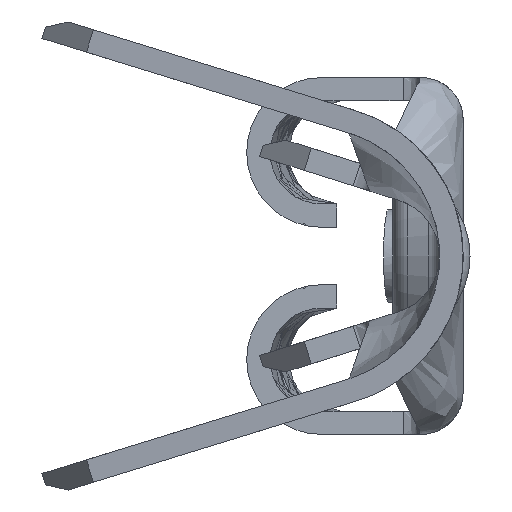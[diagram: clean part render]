
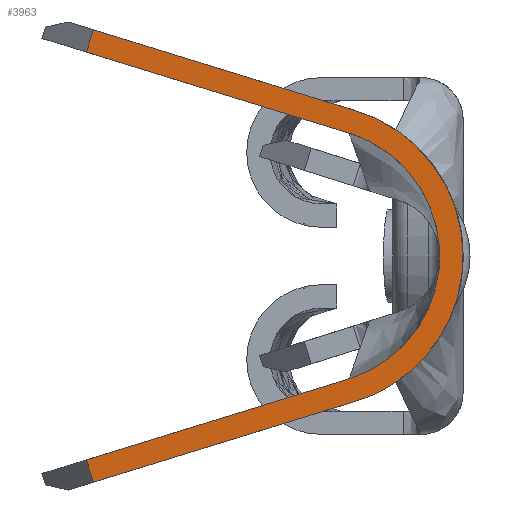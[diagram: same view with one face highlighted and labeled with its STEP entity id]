
A CAD part, left-side view. The second image highlights one B-rep face of the part: STEP entity #3963.
In plain terms, the highlighted planar face has unit normal (-0.996, 0.087, 0).
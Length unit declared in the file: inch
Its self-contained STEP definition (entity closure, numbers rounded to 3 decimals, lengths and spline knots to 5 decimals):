
#113 = VERTEX_POINT ( 'NONE', #10258 ) ;
#267 =( BOUNDED_CURVE ( )  B_SPLINE_CURVE ( 3, ( #5345, #7094, #10673, #5381 ),
 .UNSPECIFIED., .F., .F. ) 
 B_SPLINE_CURVE_WITH_KNOTS ( ( 4, 4 ),
 ( 5.01134, 7.55503 ),
 .UNSPECIFIED. ) 
 CURVE ( )  GEOMETRIC_REPRESENTATION_ITEM ( )  RATIONAL_B_SPLINE_CURVE ( ( 1., 0.53, 0.53, 1. ) ) 
 REPRESENTATION_ITEM ( '' )  );
#562 = CARTESIAN_POINT ( 'NONE',  ( -0.63752, -0.02886, -0.03909 ) ) ;
#576 = ORIENTED_EDGE ( 'NONE', *, *, #9084, .F. ) ;
#887 = LINE ( 'NONE', #5715, #7575 ) ;
#1266 = ORIENTED_EDGE ( 'NONE', *, *, #10488, .F. ) ;
#1422 = LINE ( 'NONE', #1839, #3575 ) ;
#1559 = FACE_OUTER_BOUND ( 'NONE', #4535, .T. ) ;
#1590 = ORIENTED_EDGE ( 'NONE', *, *, #6601, .F. ) ;
#1759 = VECTOR ( 'NONE', #8165, 39.37008 ) ;
#1821 = VERTEX_POINT ( 'NONE', #10582 ) ;
#1839 = CARTESIAN_POINT ( 'NONE',  ( -0.63032, 0.05347, 0.06446 ) ) ;
#1991 = VERTEX_POINT ( 'NONE', #8723 ) ;
#1997 = VERTEX_POINT ( 'NONE', #8762 ) ;
#2350 = AXIS2_PLACEMENT_3D ( 'NONE', #4350, #2757, #8732 ) ;
#2635 = ORIENTED_EDGE ( 'NONE', *, *, #10455, .F. ) ;
#2651 = ORIENTED_EDGE ( 'NONE', *, *, #8958, .T. ) ;
#2757 = DIRECTION ( 'NONE',  ( 0.996, -0.087, 0. ) ) ;
#2973 = VERTEX_POINT ( 'NONE', #7179 ) ;
#3144 = CARTESIAN_POINT ( 'NONE',  ( -0.62118, 0.15801, -0.09668 ) ) ;
#3447 = CARTESIAN_POINT ( 'NONE',  ( -0.62092, 0.16095, -0.08712 ) ) ;
#3575 = VECTOR ( 'NONE', #6835, 39.37008 ) ;
#3809 = LINE ( 'NONE', #6995, #10505 ) ;
#3963 = ADVANCED_FACE ( 'NONE', ( #1559 ), #6936, .F. ) ;
#4187 = LINE ( 'NONE', #9432, #8530 ) ;
#4188 = CARTESIAN_POINT ( 'NONE',  ( -0.62092, 0.16095, 0.08712 ) ) ;
#4350 = CARTESIAN_POINT ( 'NONE',  ( -0.635, 0., -0.15 ) ) ;
#4535 = EDGE_LOOP ( 'NONE', ( #7962, #2651, #2635, #576, #1590, #5830, #1266, #6411 ) ) ;
#4645 = CARTESIAN_POINT ( 'NONE',  ( -0.63099, 0.04586, 0.06212 ) ) ;
#4763 = EDGE_CURVE ( 'NONE', #2973, #1991, #1422, .T. ) ;
#4970 =( BOUNDED_CURVE ( )  B_SPLINE_CURVE ( 3, ( #4645, #9931, #562, #6375 ),
 .UNSPECIFIED., .F., .T. ) 
 B_SPLINE_CURVE_WITH_KNOTS ( ( 4, 4 ),
 ( 5.01134, 7.55503 ),
 .UNSPECIFIED. ) 
 CURVE ( )  GEOMETRIC_REPRESENTATION_ITEM ( )  RATIONAL_B_SPLINE_CURVE ( ( 1., 0.53, 0.53, 1. ) ) 
 REPRESENTATION_ITEM ( '' )  );
#5345 = CARTESIAN_POINT ( 'NONE',  ( -0.63073, 0.0488, -0.05256 ) ) ;
#5381 = CARTESIAN_POINT ( 'NONE',  ( -0.63073, 0.0488, 0.05256 ) ) ;
#5689 = EDGE_CURVE ( 'NONE', #1991, #1997, #4970, .T. ) ;
#5715 = CARTESIAN_POINT ( 'NONE',  ( -0.61631, 0.21359, -0.08367 ) ) ;
#5830 = ORIENTED_EDGE ( 'NONE', *, *, #6312, .T. ) ;
#5897 = LINE ( 'NONE', #8255, #1759 ) ;
#6312 = EDGE_CURVE ( 'NONE', #7059, #6946, #3809, .T. ) ;
#6343 = CARTESIAN_POINT ( 'NONE',  ( -0.63007, 0.0564, 0.0549 ) ) ;
#6375 = CARTESIAN_POINT ( 'NONE',  ( -0.63099, 0.04586, -0.06212 ) ) ;
#6411 = ORIENTED_EDGE ( 'NONE', *, *, #5689, .F. ) ;
#6591 = DIRECTION ( 'NONE',  ( 0.026, 0.294, -0.955 ) ) ;
#6601 = EDGE_CURVE ( 'NONE', #7059, #113, #4187, .T. ) ;
#6835 = DIRECTION ( 'NONE',  ( -0.083, -0.952, -0.293 ) ) ;
#6936 = PLANE ( 'NONE',  #2350 ) ;
#6946 = VERTEX_POINT ( 'NONE', #3144 ) ;
#6995 = CARTESIAN_POINT ( 'NONE',  ( -0.6237, 0.12921, -0.19013 ) ) ;
#7059 = VERTEX_POINT ( 'NONE', #3447 ) ;
#7094 = CARTESIAN_POINT ( 'NONE',  ( -0.63626, -0.01442, -0.03308 ) ) ;
#7179 = CARTESIAN_POINT ( 'NONE',  ( -0.62118, 0.15801, 0.09668 ) ) ;
#7222 = DIRECTION ( 'NONE',  ( 0.083, 0.952, 0.293 ) ) ;
#7391 = VERTEX_POINT ( 'NONE', #4188 ) ;
#7575 = VECTOR ( 'NONE', #6591, 39.37008 ) ;
#7898 = DIRECTION ( 'NONE',  ( -0.026, -0.294, -0.955 ) ) ;
#7962 = ORIENTED_EDGE ( 'NONE', *, *, #4763, .F. ) ;
#8165 = DIRECTION ( 'NONE',  ( 0.083, 0.952, -0.293 ) ) ;
#8255 = CARTESIAN_POINT ( 'NONE',  ( -0.63032, 0.05347, -0.06446 ) ) ;
#8516 = VECTOR ( 'NONE', #7222, 39.37008 ) ;
#8530 = VECTOR ( 'NONE', #10342, 39.37008 ) ;
#8723 = CARTESIAN_POINT ( 'NONE',  ( -0.63099, 0.04586, 0.06212 ) ) ;
#8732 = DIRECTION ( 'NONE',  ( 0.087, 0.996, 0. ) ) ;
#8762 = CARTESIAN_POINT ( 'NONE',  ( -0.63099, 0.04586, -0.06212 ) ) ;
#8958 = EDGE_CURVE ( 'NONE', #2973, #7391, #887, .T. ) ;
#9084 = EDGE_CURVE ( 'NONE', #113, #1821, #267, .T. ) ;
#9432 = CARTESIAN_POINT ( 'NONE',  ( -0.63007, 0.0564, -0.0549 ) ) ;
#9931 = CARTESIAN_POINT ( 'NONE',  ( -0.63752, -0.02886, 0.03909 ) ) ;
#10258 = CARTESIAN_POINT ( 'NONE',  ( -0.63073, 0.0488, -0.05256 ) ) ;
#10342 = DIRECTION ( 'NONE',  ( -0.083, -0.952, 0.293 ) ) ;
#10455 = EDGE_CURVE ( 'NONE', #1821, #7391, #10904, .T. ) ;
#10488 = EDGE_CURVE ( 'NONE', #1997, #6946, #5897, .T. ) ;
#10505 = VECTOR ( 'NONE', #7898, 39.37008 ) ;
#10582 = CARTESIAN_POINT ( 'NONE',  ( -0.63073, 0.0488, 0.05256 ) ) ;
#10673 = CARTESIAN_POINT ( 'NONE',  ( -0.63626, -0.01442, 0.03308 ) ) ;
#10904 = LINE ( 'NONE', #6343, #8516 ) ;
